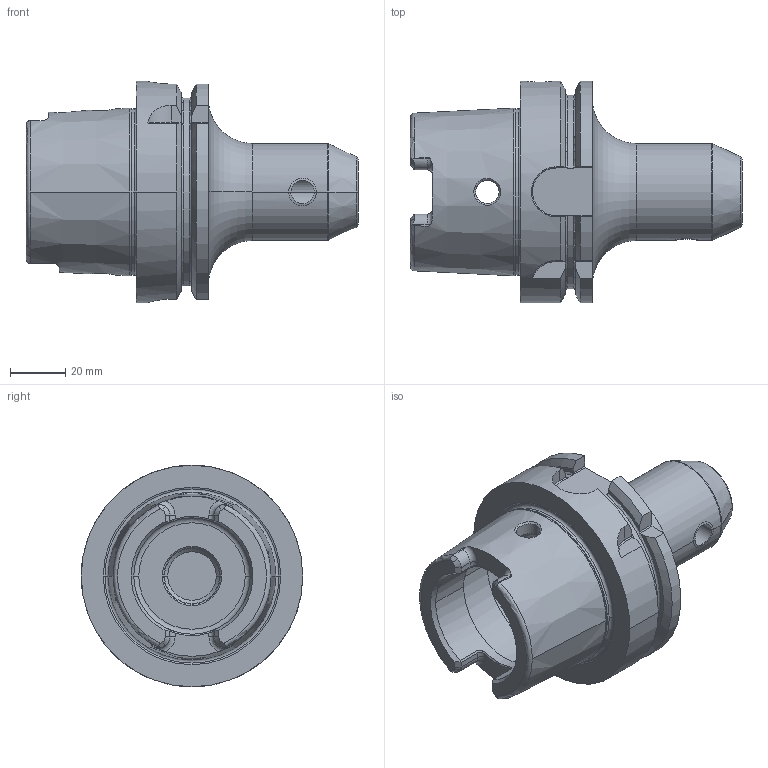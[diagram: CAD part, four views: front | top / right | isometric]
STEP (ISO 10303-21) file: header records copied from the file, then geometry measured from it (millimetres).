
FILE_DESCRIPTION((''),'2;1');
FILE_NAME('A80-000-10','2011-08-31T',('mei'),(''),'PRO/ENGINEER BY PARAMETRIC TECHNOLOGY CORPORATION, 2010430','PRO/ENGINEER BY PARAMETRIC TECHNOLOGY CORPORATION, 2010430','');
FILE_SCHEMA(('CONFIG_CONTROL_DESIGN'));
Length unit declared in the file: millimetre
Products named in the file (1): A80-000-10
Bounding box: 119.9 x 80 x 80 mm (x, y, z)
Volume: 190148.8 mm3; surface area: 40264 mm2
Topology: 1 solids, 3 shells, 190 faces, 485 edges, 297 vertices
Faces by surface type: plane 63, cylinder 53, cone 32, torus 32, bspline 8, extrusion 2
Entity records: 7223 total; most frequent: CARTESIAN_POINT 2726, ORIENTED_EDGE 960, DIRECTION 896, EDGE_CURVE 485, AXIS2_PLACEMENT_3D 349, VERTEX_POINT 297, VECTOR 198, LINE 196
